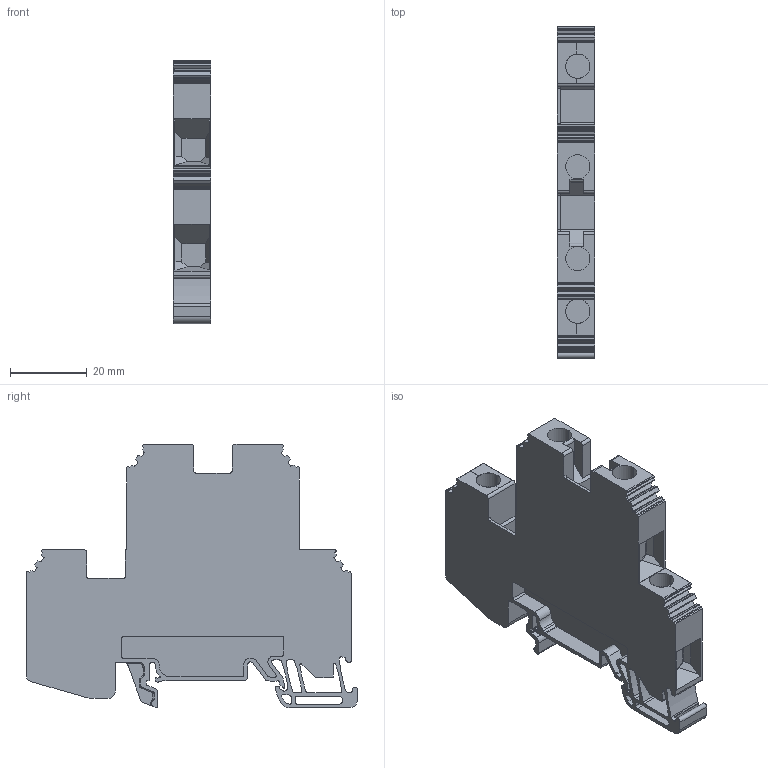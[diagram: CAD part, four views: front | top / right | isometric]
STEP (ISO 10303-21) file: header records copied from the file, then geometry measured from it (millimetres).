
FILE_DESCRIPTION(('CATIA V5 STEP Exchange','CAx-IF Rec.Pracs.--- Model Styling and Organization---1.4--- 2014-01-23'),'2;1');
FILE_NAME ('D1451785_0', '2020-01-13T13:39:14+00:00', ('none'), ('Weidmueller'), 'CATIA Version 5-6 Release 2016 SP3 HF44', 'CATIA V5 STEP AP214', 'none');
FILE_SCHEMA(('AUTOMOTIVE_DESIGN { 1 0 10303 214 1 1 1 1 }'));
Length unit declared in the file: millimetre
Products named in the file (1): 1415480000_WDK_10_DU-PE
Bounding box: 9.9 x 86.62 x 68.75 mm (x, y, z)
Volume: 29804.1 mm3; surface area: 16941.5 mm2
Topology: 5 solids, 5 shells, 568 faces, 1579 edges, 1032 vertices
Faces by surface type: plane 354, cylinder 198, torus 14, extrusion 2
Entity records: 17358 total; most frequent: CARTESIAN_POINT 3173, ORIENTED_EDGE 3158, DIRECTION 2518, EDGE_CURVE 1579, VECTOR 1149, LINE 1147, VERTEX_POINT 1032, AXIS2_PLACEMENT_3D 893
